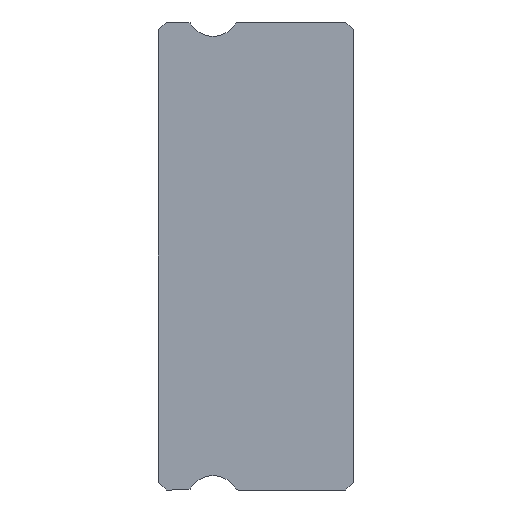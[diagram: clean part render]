
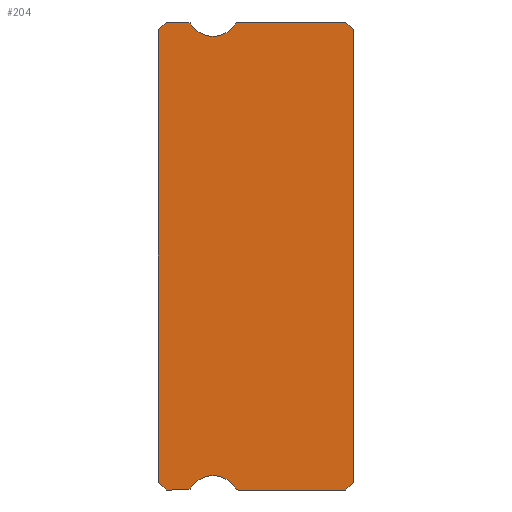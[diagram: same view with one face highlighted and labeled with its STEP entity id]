
A CAD part, left-side view. The second image highlights one B-rep face of the part: STEP entity #204.
In plain terms, the highlighted planar face has unit normal (-1, 0, 0).
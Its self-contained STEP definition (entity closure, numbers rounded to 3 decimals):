
#7 = CIRCLE ( 'NONE', #235, 0.15 ) ;
#21 = DIRECTION ( 'NONE',  ( 0., 0., 1. ) ) ;
#31 = DIRECTION ( 'NONE',  ( -1., 0., 0. ) ) ;
#32 = VERTEX_POINT ( 'NONE', #1043 ) ;
#35 = CARTESIAN_POINT ( 'NONE',  ( -5., 0.3, -9. ) ) ;
#53 = CARTESIAN_POINT ( 'NONE',  ( -5., 0., 8.7 ) ) ;
#72 = CARTESIAN_POINT ( 'NONE',  ( -5., 4.547, 8.928 ) ) ;
#95 = DIRECTION ( 'NONE',  ( 0., 0., -1. ) ) ;
#98 = VERTEX_POINT ( 'NONE', #53 ) ;
#117 = CARTESIAN_POINT ( 'NONE',  ( -5., 5.4, 9.45 ) ) ;
#161 = VERTEX_POINT ( 'NONE', #218 ) ;
#166 = ORIENTED_EDGE ( 'NONE', *, *, #1007, .F. ) ;
#169 = CARTESIAN_POINT ( 'NONE',  ( -5., 5.4, 9.45 ) ) ;
#170 = VERTEX_POINT ( 'NONE', #465 ) ;
#194 = CARTESIAN_POINT ( 'NONE',  ( -5., 7.2, 9. ) ) ;
#196 = EDGE_CURVE ( 'NONE', #161, #1397, #1014, .T. ) ;
#199 = ORIENTED_EDGE ( 'NONE', *, *, #332, .T. ) ;
#204 = ADVANCED_FACE ( 'NONE', ( #241 ), #855, .F. ) ;
#211 = CIRCLE ( 'NONE', #519, 1. ) ;
#218 = CARTESIAN_POINT ( 'NONE',  ( -5., 6.381, 9. ) ) ;
#225 = CARTESIAN_POINT ( 'NONE',  ( -5., 7.2, 9. ) ) ;
#227 = EDGE_CURVE ( 'NONE', #1515, #576, #1345, .T. ) ;
#235 = AXIS2_PLACEMENT_3D ( 'NONE', #816, #695, #709 ) ;
#238 = DIRECTION ( 'NONE',  ( 0., 0.707, -0.707 ) ) ;
#239 = DIRECTION ( 'NONE',  ( 0., -1., 0. ) ) ;
#241 = FACE_OUTER_BOUND ( 'NONE', #980, .T. ) ;
#246 = ORIENTED_EDGE ( 'NONE', *, *, #227, .F. ) ;
#252 = DIRECTION ( 'NONE',  ( 1., 0., 0. ) ) ;
#255 = EDGE_CURVE ( 'NONE', #1397, #680, #211, .T. ) ;
#267 = CARTESIAN_POINT ( 'NONE',  ( -5., 6.381, -9. ) ) ;
#268 = AXIS2_PLACEMENT_3D ( 'NONE', #675, #550, #309 ) ;
#287 = ORIENTED_EDGE ( 'NONE', *, *, #458, .F. ) ;
#288 = CARTESIAN_POINT ( 'NONE',  ( -5., 0.3, 9. ) ) ;
#309 = DIRECTION ( 'NONE',  ( 0., 0., -1. ) ) ;
#332 = EDGE_CURVE ( 'NONE', #566, #483, #509, .T. ) ;
#336 = LINE ( 'NONE', #341, #913 ) ;
#341 = CARTESIAN_POINT ( 'NONE',  ( -5., 7.2, -9. ) ) ;
#345 = AXIS2_PLACEMENT_3D ( 'NONE', #169, #31, #1141 ) ;
#372 = CIRCLE ( 'NONE', #268, 1. ) ;
#421 = CARTESIAN_POINT ( 'NONE',  ( -5., 6.381, 9. ) ) ;
#454 = ORIENTED_EDGE ( 'NONE', *, *, #818, .T. ) ;
#458 = EDGE_CURVE ( 'NONE', #680, #1527, #577, .T. ) ;
#459 = ORIENTED_EDGE ( 'NONE', *, *, #1095, .F. ) ;
#460 = DIRECTION ( 'NONE',  ( 0., 0., -1. ) ) ;
#465 = CARTESIAN_POINT ( 'NONE',  ( -5., 7.5, 8.7 ) ) ;
#472 = EDGE_CURVE ( 'NONE', #778, #98, #1022, .T. ) ;
#475 = CIRCLE ( 'NONE', #1381, 0.15 ) ;
#483 = VERTEX_POINT ( 'NONE', #792 ) ;
#509 = LINE ( 'NONE', #267, #726 ) ;
#513 = DIRECTION ( 'NONE',  ( 0., 0., 1. ) ) ;
#519 = AXIS2_PLACEMENT_3D ( 'NONE', #117, #610, #460 ) ;
#538 = ORIENTED_EDGE ( 'NONE', *, *, #639, .T. ) ;
#550 = DIRECTION ( 'NONE',  ( -1., 0., 0. ) ) ;
#566 = VERTEX_POINT ( 'NONE', #940 ) ;
#576 = VERTEX_POINT ( 'NONE', #828 ) ;
#577 = CIRCLE ( 'NONE', #345, 1. ) ;
#589 = DIRECTION ( 'NONE',  ( 0., -0.707, -0.707 ) ) ;
#599 = EDGE_CURVE ( 'NONE', #576, #32, #7, .T. ) ;
#610 = DIRECTION ( 'NONE',  ( -1., 0., 0. ) ) ;
#612 = CARTESIAN_POINT ( 'NONE',  ( -5., 6.381, -8.85 ) ) ;
#625 = CARTESIAN_POINT ( 'NONE',  ( -5., 6.253, 8.928 ) ) ;
#626 = ORIENTED_EDGE ( 'NONE', *, *, #196, .F. ) ;
#636 = VERTEX_POINT ( 'NONE', #194 ) ;
#639 = EDGE_CURVE ( 'NONE', #1001, #566, #336, .T. ) ;
#645 = EDGE_CURVE ( 'NONE', #636, #170, #1087, .T. ) ;
#648 = ORIENTED_EDGE ( 'NONE', *, *, #472, .F. ) ;
#675 = CARTESIAN_POINT ( 'NONE',  ( -5., 5.4, -9.45 ) ) ;
#676 = CARTESIAN_POINT ( 'NONE',  ( -5., 4.419, 8.85 ) ) ;
#680 = VERTEX_POINT ( 'NONE', #871 ) ;
#695 = DIRECTION ( 'NONE',  ( 1., 0., 0. ) ) ;
#699 = ORIENTED_EDGE ( 'NONE', *, *, #645, .T. ) ;
#705 = DIRECTION ( 'NONE',  ( 0., 1., 0. ) ) ;
#709 = DIRECTION ( 'NONE',  ( 0., 0., -1. ) ) ;
#726 = VECTOR ( 'NONE', #239, 1000. ) ;
#740 = EDGE_CURVE ( 'NONE', #847, #778, #1133, .T. ) ;
#747 = DIRECTION ( 'NONE',  ( 0., 0.707, -0.707 ) ) ;
#750 = ORIENTED_EDGE ( 'NONE', *, *, #740, .F. ) ;
#778 = VERTEX_POINT ( 'NONE', #288 ) ;
#784 = AXIS2_PLACEMENT_3D ( 'NONE', #676, #1186, #1472 ) ;
#787 = CARTESIAN_POINT ( 'NONE',  ( -5., 0., -8.7 ) ) ;
#792 = CARTESIAN_POINT ( 'NONE',  ( -5., 6.381, -9. ) ) ;
#816 = CARTESIAN_POINT ( 'NONE',  ( -5., 4.419, -8.85 ) ) ;
#818 = EDGE_CURVE ( 'NONE', #1557, #98, #1278, .T. ) ;
#828 = CARTESIAN_POINT ( 'NONE',  ( -5., 4.419, -9. ) ) ;
#847 = VERTEX_POINT ( 'NONE', #1268 ) ;
#855 = PLANE ( 'NONE',  #1564 ) ;
#867 = EDGE_CURVE ( 'NONE', #32, #1307, #372, .T. ) ;
#871 = CARTESIAN_POINT ( 'NONE',  ( -5., 5.4, 8.45 ) ) ;
#910 = VECTOR ( 'NONE', #705, 1000. ) ;
#913 = VECTOR ( 'NONE', #589, 1000. ) ;
#923 = CARTESIAN_POINT ( 'NONE',  ( -5., 0.3, 9. ) ) ;
#931 = EDGE_CURVE ( 'NONE', #161, #636, #1127, .T. ) ;
#938 = CARTESIAN_POINT ( 'NONE',  ( -5., 6.253, -8.928 ) ) ;
#940 = CARTESIAN_POINT ( 'NONE',  ( -5., 7.2, -9. ) ) ;
#969 = DIRECTION ( 'NONE',  ( 1., 0., 0. ) ) ;
#980 = EDGE_LOOP ( 'NONE', ( #459, #538, #199, #1298, #1482, #1501, #246, #166, #454, #648, #750, #1531, #287, #1510, #626, #1272, #699 ) ) ;
#995 = CARTESIAN_POINT ( 'NONE',  ( -5., 7.5, -8.7 ) ) ;
#1001 = VERTEX_POINT ( 'NONE', #995 ) ;
#1007 = EDGE_CURVE ( 'NONE', #1557, #1515, #1588, .T. ) ;
#1014 = CIRCLE ( 'NONE', #1172, 0.15 ) ;
#1022 = LINE ( 'NONE', #923, #1199 ) ;
#1043 = CARTESIAN_POINT ( 'NONE',  ( -5., 4.547, -8.928 ) ) ;
#1087 = LINE ( 'NONE', #1580, #1222 ) ;
#1095 = EDGE_CURVE ( 'NONE', #1001, #170, #1399, .T. ) ;
#1105 = DIRECTION ( 'NONE',  ( 0., 0., -1. ) ) ;
#1127 = LINE ( 'NONE', #225, #1586 ) ;
#1133 = LINE ( 'NONE', #421, #1201 ) ;
#1139 = CARTESIAN_POINT ( 'NONE',  ( -5., 0., 8.7 ) ) ;
#1141 = DIRECTION ( 'NONE',  ( 0., 0., -1. ) ) ;
#1172 = AXIS2_PLACEMENT_3D ( 'NONE', #1194, #969, #95 ) ;
#1186 = DIRECTION ( 'NONE',  ( 1., 0., 0. ) ) ;
#1194 = CARTESIAN_POINT ( 'NONE',  ( -5., 6.381, 8.85 ) ) ;
#1199 = VECTOR ( 'NONE', #1281, 1000. ) ;
#1201 = VECTOR ( 'NONE', #1383, 1000. ) ;
#1211 = DIRECTION ( 'NONE',  ( 0., 1., 0. ) ) ;
#1222 = VECTOR ( 'NONE', #747, 1000. ) ;
#1223 = DIRECTION ( 'NONE',  ( 1., 0., 0. ) ) ;
#1268 = CARTESIAN_POINT ( 'NONE',  ( -5., 4.419, 9. ) ) ;
#1272 = ORIENTED_EDGE ( 'NONE', *, *, #931, .T. ) ;
#1273 = EDGE_CURVE ( 'NONE', #1527, #847, #1544, .T. ) ;
#1278 = LINE ( 'NONE', #1139, #1541 ) ;
#1281 = DIRECTION ( 'NONE',  ( 0., -0.707, -0.707 ) ) ;
#1298 = ORIENTED_EDGE ( 'NONE', *, *, #1404, .F. ) ;
#1307 = VERTEX_POINT ( 'NONE', #938 ) ;
#1330 = CARTESIAN_POINT ( 'NONE',  ( -5., 6.381, -9. ) ) ;
#1345 = LINE ( 'NONE', #1330, #910 ) ;
#1352 = CARTESIAN_POINT ( 'NONE',  ( -5., 0., -8.7 ) ) ;
#1375 = CARTESIAN_POINT ( 'NONE',  ( -5., 7.5, 8.85 ) ) ;
#1380 = DIRECTION ( 'NONE',  ( 0., 0., -1. ) ) ;
#1381 = AXIS2_PLACEMENT_3D ( 'NONE', #612, #252, #1380 ) ;
#1383 = DIRECTION ( 'NONE',  ( 0., -1., 0. ) ) ;
#1397 = VERTEX_POINT ( 'NONE', #625 ) ;
#1399 = LINE ( 'NONE', #1375, #1439 ) ;
#1404 = EDGE_CURVE ( 'NONE', #1307, #483, #475, .T. ) ;
#1436 = VECTOR ( 'NONE', #238, 1000. ) ;
#1439 = VECTOR ( 'NONE', #21, 1000. ) ;
#1472 = DIRECTION ( 'NONE',  ( 0., 0., -1. ) ) ;
#1482 = ORIENTED_EDGE ( 'NONE', *, *, #867, .F. ) ;
#1501 = ORIENTED_EDGE ( 'NONE', *, *, #599, .F. ) ;
#1510 = ORIENTED_EDGE ( 'NONE', *, *, #255, .F. ) ;
#1515 = VERTEX_POINT ( 'NONE', #35 ) ;
#1527 = VERTEX_POINT ( 'NONE', #72 ) ;
#1531 = ORIENTED_EDGE ( 'NONE', *, *, #1273, .F. ) ;
#1541 = VECTOR ( 'NONE', #513, 1000. ) ;
#1544 = CIRCLE ( 'NONE', #784, 0.15 ) ;
#1557 = VERTEX_POINT ( 'NONE', #787 ) ;
#1564 = AXIS2_PLACEMENT_3D ( 'NONE', #1590, #1223, #1105 ) ;
#1580 = CARTESIAN_POINT ( 'NONE',  ( -5., 7.5, 8.7 ) ) ;
#1586 = VECTOR ( 'NONE', #1211, 1000. ) ;
#1588 = LINE ( 'NONE', #1352, #1436 ) ;
#1590 = CARTESIAN_POINT ( 'NONE',  ( -5., 6.381, 8.85 ) ) ;
